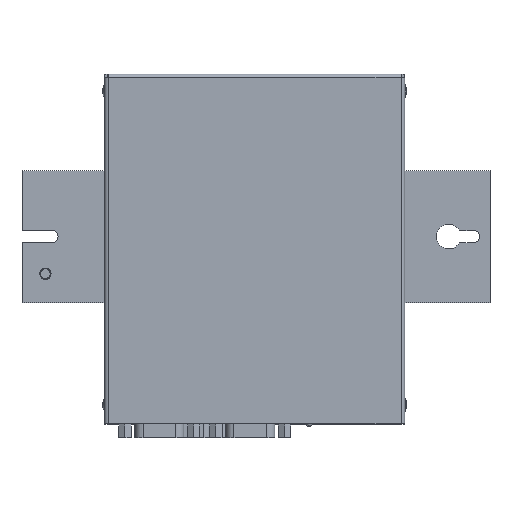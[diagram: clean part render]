
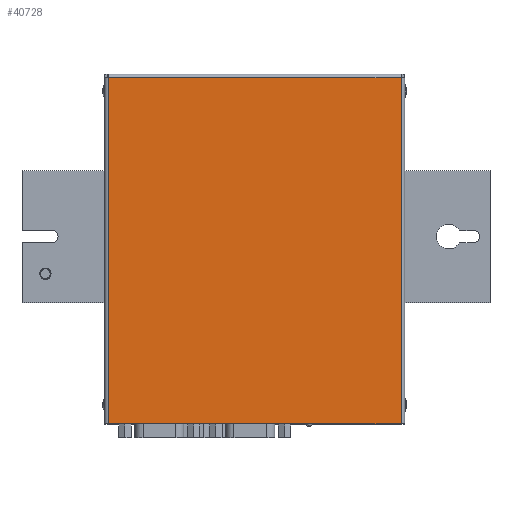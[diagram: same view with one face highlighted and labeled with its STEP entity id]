
A CAD part, top view. The second image highlights one B-rep face of the part: STEP entity #40728.
In plain terms, the highlighted planar face has unit normal (0, 0, 1).
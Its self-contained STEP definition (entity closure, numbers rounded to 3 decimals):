
#1955=PLANE('',#43825);
#5393=LINE('',#64283,#9550);
#5415=LINE('',#64334,#9572);
#5586=LINE('',#64696,#9743);
#5587=LINE('',#64697,#9744);
#9550=VECTOR('',#52265,10.);
#9572=VECTOR('',#52321,10.);
#9743=VECTOR('',#52694,10.);
#9744=VECTOR('',#52695,10.);
#12528=FACE_OUTER_BOUND('',#14874,.T.);
#14874=EDGE_LOOP('',(#34395,#34396,#34397,#34398));
#19651=VERTEX_POINT('',#64280);
#19652=VERTEX_POINT('',#64282);
#19664=VERTEX_POINT('',#64333);
#19754=VERTEX_POINT('',#64695);
#24684=EDGE_CURVE('',#19652,#19651,#5393,.T.);
#24712=EDGE_CURVE('',#19664,#19652,#5415,.T.);
#24894=EDGE_CURVE('',#19651,#19754,#5586,.T.);
#24895=EDGE_CURVE('',#19664,#19754,#5587,.T.);
#34395=ORIENTED_EDGE('',*,*,#24684,.T.);
#34396=ORIENTED_EDGE('',*,*,#24894,.T.);
#34397=ORIENTED_EDGE('',*,*,#24895,.F.);
#34398=ORIENTED_EDGE('',*,*,#24712,.T.);
#40728=ADVANCED_FACE('',(#12528),#1955,.T.);
#43825=AXIS2_PLACEMENT_3D('',#64694,#52692,#52693);
#52265=DIRECTION('',(-1.,0.,0.));
#52321=DIRECTION('',(0.,1.,0.));
#52692=DIRECTION('center_axis',(0.,0.,
1.));
#52693=DIRECTION('ref_axis',(1.,0.,0.));
#52694=DIRECTION('',(0.,-1.,0.));
#52695=DIRECTION('',(-1.,0.,0.));
#64280=CARTESIAN_POINT('',(-53.2,62.7,48.1));
#64282=CARTESIAN_POINT('',(53.2,62.7,48.1));
#64283=CARTESIAN_POINT('',(26.6,62.7,48.1));
#64333=CARTESIAN_POINT('',(53.2,-63.,48.1));
#64334=CARTESIAN_POINT('',(53.2,32.25,48.1));
#64694=CARTESIAN_POINT('Origin',(0.,0.5,
48.1));
#64695=CARTESIAN_POINT('',(-53.2,-63.,48.1));
#64696=CARTESIAN_POINT('',(-53.2,32.25,48.1));
#64697=CARTESIAN_POINT('',(54.5,-63.,48.1));
